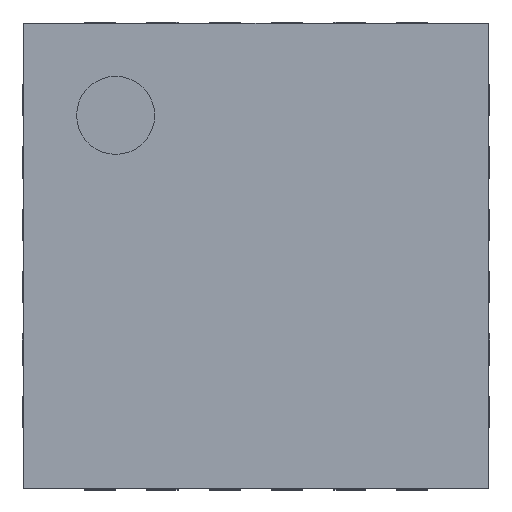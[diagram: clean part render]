
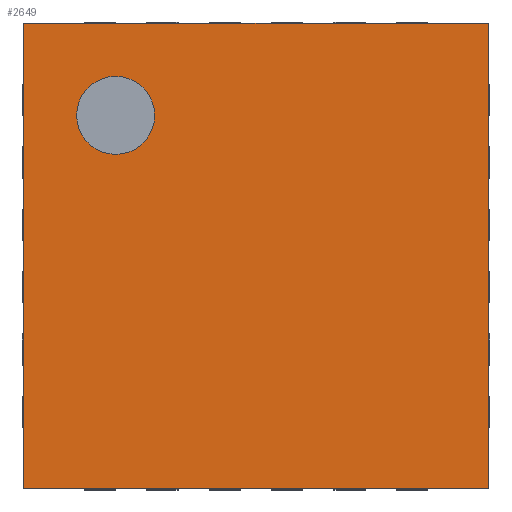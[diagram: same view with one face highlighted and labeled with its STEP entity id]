
A CAD part, top view. The second image highlights one B-rep face of the part: STEP entity #2649.
In plain terms, the highlighted planar face has unit normal (0, 0, 1).
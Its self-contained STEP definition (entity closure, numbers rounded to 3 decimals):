
#13=DIRECTION('',(0.,0.,1.));
#159=VECTOR('',#160,1.);
#160=DIRECTION('',(1.,0.,0.));
#166=VECTOR('',#167,1.);
#167=DIRECTION('',(0.,-1.,0.));
#733=VERTEX_POINT('',#734);
#734=CARTESIAN_POINT('',(-1.49,1.49,1.02));
#736=ORIENTED_EDGE('',*,*,#737,.T.);
#737=EDGE_CURVE('',#733,#738,#740,.T.);
#738=VERTEX_POINT('',#739);
#739=CARTESIAN_POINT('',(-1.49,-1.49,1.02));
#740=LINE('',#734,#166);
#852=ORIENTED_EDGE('',*,*,#853,.F.);
#853=EDGE_CURVE('',#733,#854,#856,.T.);
#854=VERTEX_POINT('',#855);
#855=CARTESIAN_POINT('',(1.49,1.49,1.02));
#856=LINE('',#734,#159);
#876=DIRECTION('',(0.,0.,-1.));
#1682=EDGE_CURVE('',#854,#1683,#1685,.T.);
#1683=VERTEX_POINT('',#1684);
#1684=CARTESIAN_POINT('',(1.49,-1.49,1.02));
#1685=LINE('',#855,#166);
#1791=EDGE_CURVE('',#738,#1683,#1792,.T.);
#1792=LINE('',#739,#159);
#2649=ADVANCED_FACE('',(#2650,#2654),#2663,.T.);
#2650=FACE_BOUND('',#2651,.T.);
#2651=EDGE_LOOP('',(#852,#736,#2652,#2653));
#2652=ORIENTED_EDGE('',*,*,#1791,.T.);
#2653=ORIENTED_EDGE('',*,*,#1682,.F.);
#2654=FACE_BOUND('',#2655,.T.);
#2655=EDGE_LOOP('',(#2656));
#2656=ORIENTED_EDGE('',*,*,#2657,.T.);
#2657=EDGE_CURVE('',#2658,#2658,#2660,.T.);
#2658=VERTEX_POINT('',#2659);
#2659=CARTESIAN_POINT('',(-0.9,0.65,1.02));
#2660=CIRCLE('',#2661,0.25);
#2661=AXIS2_PLACEMENT_3D('',#2662,#876,#167);
#2662=CARTESIAN_POINT('',(-0.9,0.9,1.02));
#2663=PLANE('',#2664);
#2664=AXIS2_PLACEMENT_3D('',#734,#13,#167);
